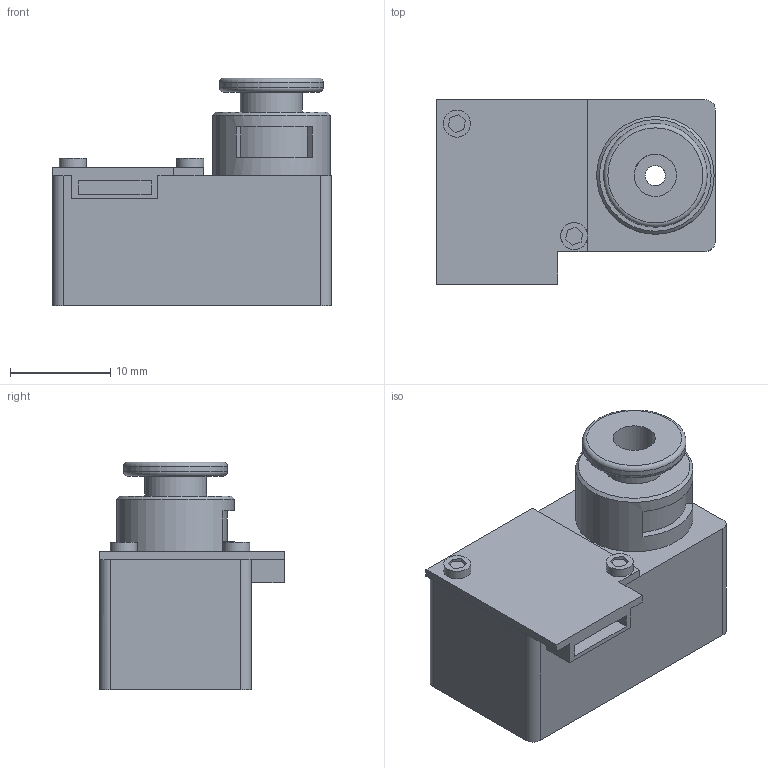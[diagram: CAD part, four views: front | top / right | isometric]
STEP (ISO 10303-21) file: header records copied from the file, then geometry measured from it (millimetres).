
FILE_DESCRIPTION(('HOOPS Exchange Step'),'2;1');
FILE_NAME('filament-sensor.stp','2025-04-03T09:58:11-04:00',('lepro'),('Unknown organisation'),'HOOPS Exchange 2024.2','HOOPS Exchange','Unknown authorisation');
FILE_SCHEMA( ('AP203_CONFIGURATION_CONTROLLED_3D_DESIGN_OF_MECHANICAL_PARTS_AND_ASSEMBLIES_MIM_LF') );
Length unit declared in the file: millimetre
Products named in the file (1): root
Bounding box: 27.83 x 18.42 x 22.75 mm (x, y, z)
Volume: 6410.4 mm3; surface area: 2776.8 mm2
Topology: 1 solids, 3 shells, 70 faces, 171 edges, 116 vertices
Faces by surface type: plane 53, cylinder 14, torus 2, cone 1
Full cylindrical faces by diameter (mm): 2.013 x2, 2.016 x1, 2.701 x2, 4.226 x1, 6.191 x1, 10.344 x1, 11.729 x1
Entity records: 2099 total; most frequent: DIRECTION 365, CARTESIAN_POINT 360, ORIENTED_EDGE 342, EDGE_CURVE 171, AXIS2_PLACEMENT_3D 125, VERTEX_POINT 116, VECTOR 115, LINE 115
